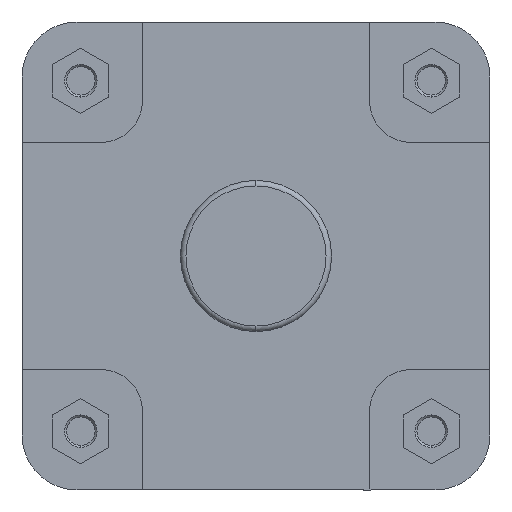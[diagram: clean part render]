
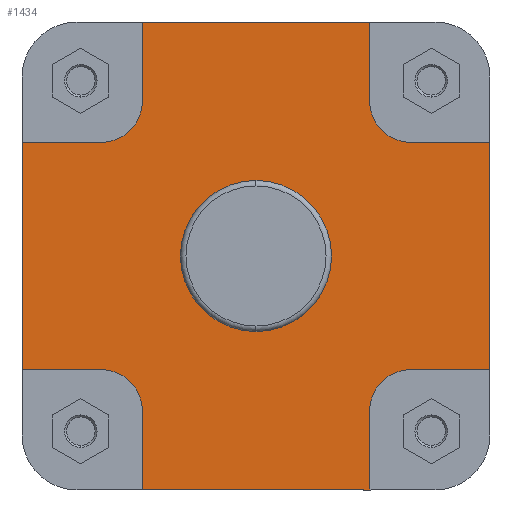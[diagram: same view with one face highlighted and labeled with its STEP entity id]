
A CAD part, left-side view. The second image highlights one B-rep face of the part: STEP entity #1434.
In plain terms, the highlighted planar face has unit normal (-1, 0, 0).
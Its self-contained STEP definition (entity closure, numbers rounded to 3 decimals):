
#926 = CARTESIAN_POINT ( 'NONE',  ( 16., 0., 0. ) ) ;
#931 = DIRECTION ( 'NONE',  ( -1., 0., 0. ) ) ;
#932 = DIRECTION ( 'NONE',  ( 0., 0., 1. ) ) ;
#1434 = ADVANCED_FACE ( 'NONE', ( #7068, #7057 ), #5171, .F. ) ;
#1538 = VERTEX_POINT ( 'NONE', #5558 ) ;
#1693 = VERTEX_POINT ( 'NONE', #5634 ) ;
#1728 = VERTEX_POINT ( 'NONE', #5669 ) ;
#1761 = VERTEX_POINT ( 'NONE', #5702 ) ;
#1763 = VERTEX_POINT ( 'NONE', #5704 ) ;
#1766 = VERTEX_POINT ( 'NONE', #5707 ) ;
#1775 = VERTEX_POINT ( 'NONE', #5716 ) ;
#1779 = VERTEX_POINT ( 'NONE', #5720 ) ;
#1789 = VERTEX_POINT ( 'NONE', #5730 ) ;
#1791 = VERTEX_POINT ( 'NONE', #5732 ) ;
#1792 = VERTEX_POINT ( 'NONE', #5733 ) ;
#1806 = VERTEX_POINT ( 'NONE', #5747 ) ;
#1808 = VERTEX_POINT ( 'NONE', #5749 ) ;
#1821 = VERTEX_POINT ( 'NONE', #5762 ) ;
#1828 = VERTEX_POINT ( 'NONE', #5769 ) ;
#1847 = VERTEX_POINT ( 'NONE', #5788 ) ;
#1853 = VERTEX_POINT ( 'NONE', #5794 ) ;
#1861 = VERTEX_POINT ( 'NONE', #5802 ) ;
#2167 = ORIENTED_EDGE ( 'NONE', *, *, #2297, .F. ) ;
#2176 = ORIENTED_EDGE ( 'NONE', *, *, #2295, .F. ) ;
#2179 = ORIENTED_EDGE ( 'NONE', *, *, #2296, .F. ) ;
#2215 = EDGE_CURVE ( 'NONE', #1789, #1792, #3727, .T. ) ;
#2235 = EDGE_CURVE ( 'NONE', #1861, #1792, #3766, .T. ) ;
#2236 = EDGE_CURVE ( 'NONE', #1853, #1791, #3759, .T. ) ;
#2237 = EDGE_CURVE ( 'NONE', #1791, #1789, #3772, .T. ) ;
#2263 = EDGE_CURVE ( 'NONE', #1693, #1538, #3809, .T. ) ;
#2293 = EDGE_CURVE ( 'NONE', #1847, #1763, #3860, .T. ) ;
#2294 = EDGE_CURVE ( 'NONE', #1821, #1847, #3862, .T. ) ;
#2295 = EDGE_CURVE ( 'NONE', #1779, #1821, #3864, .T. ) ;
#2296 = EDGE_CURVE ( 'NONE', #1806, #1779, #3868, .T. ) ;
#2297 = EDGE_CURVE ( 'NONE', #1861, #1806, #3867, .T. ) ;
#2298 = EDGE_CURVE ( 'NONE', #1853, #1808, #3869, .T. ) ;
#2299 = EDGE_CURVE ( 'NONE', #1761, #1808, #3871, .T. ) ;
#2300 = EDGE_CURVE ( 'NONE', #1766, #1761, #3875, .T. ) ;
#2301 = EDGE_CURVE ( 'NONE', #1728, #1766, #3874, .T. ) ;
#2302 = EDGE_CURVE ( 'NONE', #1828, #1728, #3873, .T. ) ;
#2303 = EDGE_CURVE ( 'NONE', #1775, #1828, #3878, .T. ) ;
#2304 = EDGE_CURVE ( 'NONE', #1763, #1775, #3882, .T. ) ;
#2666 = EDGE_CURVE ( 'NONE', #1538, #1693, #4917, .T. ) ;
#2915 = AXIS2_PLACEMENT_3D ( 'NONE', #5156, #5172, #5173 ) ;
#3008 = AXIS2_PLACEMENT_3D ( 'NONE', #3186, #3188, #3189 ) ;
#3039 = AXIS2_PLACEMENT_3D ( 'NONE', #3252, #3255, #3256 ) ;
#3045 = AXIS2_PLACEMENT_3D ( 'NONE', #3326, #3327, #3328 ) ;
#3046 = AXIS2_PLACEMENT_3D ( 'NONE', #3335, #3336, #3337 ) ;
#3048 = AXIS2_PLACEMENT_3D ( 'NONE', #3345, #3346, #3347 ) ;
#3139 = CARTESIAN_POINT ( 'NONE',  ( 16., -82.5, -170. ) ) ;
#3142 = DIRECTION ( 'NONE',  ( 0., 0., -1. ) ) ;
#3179 = CARTESIAN_POINT ( 'NONE',  ( 16., -112.5, -82.5 ) ) ;
#3184 = CARTESIAN_POINT ( 'NONE',  ( 16., -374.141, -170. ) ) ;
#3185 = DIRECTION ( 'NONE',  ( 0., -1., 0. ) ) ;
#3186 = CARTESIAN_POINT ( 'NONE',  ( 16., -112.5, -112.5 ) ) ;
#3187 = DIRECTION ( 'NONE',  ( 0., 1., 0. ) ) ;
#3188 = DIRECTION ( 'NONE',  ( -1., 0., 0. ) ) ;
#3189 = DIRECTION ( 'NONE',  ( 0., -1., 0. ) ) ;
#3252 = CARTESIAN_POINT ( 'NONE',  ( 16., 0., 0. ) ) ;
#3255 = DIRECTION ( 'NONE',  ( -1., 0., 0. ) ) ;
#3256 = DIRECTION ( 'NONE',  ( 0., 0., 1. ) ) ;
#3319 = CARTESIAN_POINT ( 'NONE',  ( 16., 112.5, 82.5 ) ) ;
#3320 = DIRECTION ( 'NONE',  ( 0., -1., 0. ) ) ;
#3321 = CARTESIAN_POINT ( 'NONE',  ( 16., 170., 0. ) ) ;
#3322 = DIRECTION ( 'NONE',  ( 0., 0., 1. ) ) ;
#3323 = CARTESIAN_POINT ( 'NONE',  ( 16., 82.5, -112.5 ) ) ;
#3324 = CARTESIAN_POINT ( 'NONE',  ( 16., 170., -82.5 ) ) ;
#3325 = DIRECTION ( 'NONE',  ( 0., 1., 0. ) ) ;
#3326 = CARTESIAN_POINT ( 'NONE',  ( 16., 112.5, -112.5 ) ) ;
#3327 = DIRECTION ( 'NONE',  ( -1., 0., 0. ) ) ;
#3328 = DIRECTION ( 'NONE',  ( 0., 0., -1. ) ) ;
#3329 = DIRECTION ( 'NONE',  ( 0., 0., 1. ) ) ;
#3330 = CARTESIAN_POINT ( 'NONE',  ( 16., -170., 0. ) ) ;
#3331 = DIRECTION ( 'NONE',  ( 0., 0., 1. ) ) ;
#3332 = CARTESIAN_POINT ( 'NONE',  ( 16., -82.5, 112.5 ) ) ;
#3333 = CARTESIAN_POINT ( 'NONE',  ( 16., -170., 82.5 ) ) ;
#3334 = DIRECTION ( 'NONE',  ( 0., -1., 0. ) ) ;
#3335 = CARTESIAN_POINT ( 'NONE',  ( 16., -112.5, 112.5 ) ) ;
#3336 = DIRECTION ( 'NONE',  ( -1., 0., 0. ) ) ;
#3337 = DIRECTION ( 'NONE',  ( 0., 0., 1. ) ) ;
#3338 = CARTESIAN_POINT ( 'NONE',  ( 16., -374.141, 170. ) ) ;
#3339 = DIRECTION ( 'NONE',  ( 0., 0., -1. ) ) ;
#3341 = DIRECTION ( 'NONE',  ( 0., -1., 0. ) ) ;
#3343 = CARTESIAN_POINT ( 'NONE',  ( 16., 82.5, 170. ) ) ;
#3344 = DIRECTION ( 'NONE',  ( 0., 0., 1. ) ) ;
#3345 = CARTESIAN_POINT ( 'NONE',  ( 16., 112.5, 112.5 ) ) ;
#3346 = DIRECTION ( 'NONE',  ( -1., 0., 0. ) ) ;
#3347 = DIRECTION ( 'NONE',  ( 0., 1., 0. ) ) ;
#3727 = LINE ( 'NONE', #3139, #3730 ) ;
#3730 = VECTOR ( 'NONE', #3142, 1000. ) ;
#3759 = LINE ( 'NONE', #3179, #3768 ) ;
#3766 = LINE ( 'NONE', #3184, #3767 ) ;
#3767 = VECTOR ( 'NONE', #3185, 1000. ) ;
#3768 = VECTOR ( 'NONE', #3187, 1000. ) ;
#3772 = CIRCLE ( 'NONE', #3008, 30. ) ;
#3809 = CIRCLE ( 'NONE', #3039, 54.9 ) ;
#3849 = VECTOR ( 'NONE', #3339, 1000. ) ;
#3859 = VECTOR ( 'NONE', #3329, 1000. ) ;
#3860 = LINE ( 'NONE', #3319, #3861 ) ;
#3861 = VECTOR ( 'NONE', #3320, 1000. ) ;
#3862 = LINE ( 'NONE', #3321, #3863 ) ;
#3863 = VECTOR ( 'NONE', #3322, 1000. ) ;
#3864 = LINE ( 'NONE', #3324, #3865 ) ;
#3865 = VECTOR ( 'NONE', #3325, 1000. ) ;
#3867 = LINE ( 'NONE', #3323, #3859 ) ;
#3868 = CIRCLE ( 'NONE', #3045, 30. ) ;
#3869 = LINE ( 'NONE', #3330, #3870 ) ;
#3870 = VECTOR ( 'NONE', #3331, 1000. ) ;
#3871 = LINE ( 'NONE', #3333, #3872 ) ;
#3872 = VECTOR ( 'NONE', #3334, 1000. ) ;
#3873 = LINE ( 'NONE', #3338, #3876 ) ;
#3874 = LINE ( 'NONE', #3332, #3849 ) ;
#3875 = CIRCLE ( 'NONE', #3046, 30. ) ;
#3876 = VECTOR ( 'NONE', #3341, 1000. ) ;
#3878 = LINE ( 'NONE', #3343, #3879 ) ;
#3879 = VECTOR ( 'NONE', #3344, 1000. ) ;
#3882 = CIRCLE ( 'NONE', #3048, 30. ) ;
#4210 = ORIENTED_EDGE ( 'NONE', *, *, #2300, .F. ) ;
#4243 = ORIENTED_EDGE ( 'NONE', *, *, #2302, .F. ) ;
#4275 = ORIENTED_EDGE ( 'NONE', *, *, #2666, .F. ) ;
#4294 = ORIENTED_EDGE ( 'NONE', *, *, #2294, .F. ) ;
#4359 = ORIENTED_EDGE ( 'NONE', *, *, #2263, .F. ) ;
#4371 = ORIENTED_EDGE ( 'NONE', *, *, #2293, .F. ) ;
#4377 = ORIENTED_EDGE ( 'NONE', *, *, #2299, .F. ) ;
#4393 = ORIENTED_EDGE ( 'NONE', *, *, #2301, .F. ) ;
#4422 = ORIENTED_EDGE ( 'NONE', *, *, #2235, .T. ) ;
#4429 = ORIENTED_EDGE ( 'NONE', *, *, #2303, .F. ) ;
#4533 = ORIENTED_EDGE ( 'NONE', *, *, #2237, .F. ) ;
#4557 = ORIENTED_EDGE ( 'NONE', *, *, #2298, .T. ) ;
#4561 = ORIENTED_EDGE ( 'NONE', *, *, #2236, .F. ) ;
#4584 = ORIENTED_EDGE ( 'NONE', *, *, #2215, .F. ) ;
#4590 = ORIENTED_EDGE ( 'NONE', *, *, #2304, .F. ) ;
#4917 = CIRCLE ( 'NONE', #5913, 54.9 ) ;
#5156 = CARTESIAN_POINT ( 'NONE',  ( 16., 54.9, 0. ) ) ;
#5171 = PLANE ( 'NONE',  #2915 ) ;
#5172 = DIRECTION ( 'NONE',  ( 1., 0., 0. ) ) ;
#5173 = DIRECTION ( 'NONE',  ( 0., 0., -1. ) ) ;
#5558 = CARTESIAN_POINT ( 'NONE',  ( 16., 0., 54.9 ) ) ;
#5634 = CARTESIAN_POINT ( 'NONE',  ( 16., 0., -54.9 ) ) ;
#5669 = CARTESIAN_POINT ( 'NONE',  ( 16., -82.5, 170. ) ) ;
#5702 = CARTESIAN_POINT ( 'NONE',  ( 16., -112.5, 82.5 ) ) ;
#5704 = CARTESIAN_POINT ( 'NONE',  ( 16., 112.5, 82.5 ) ) ;
#5707 = CARTESIAN_POINT ( 'NONE',  ( 16., -82.5, 112.5 ) ) ;
#5716 = CARTESIAN_POINT ( 'NONE',  ( 16., 82.5, 112.5 ) ) ;
#5720 = CARTESIAN_POINT ( 'NONE',  ( 16., 112.5, -82.5 ) ) ;
#5730 = CARTESIAN_POINT ( 'NONE',  ( 16., -82.5, -112.5 ) ) ;
#5732 = CARTESIAN_POINT ( 'NONE',  ( 16., -112.5, -82.5 ) ) ;
#5733 = CARTESIAN_POINT ( 'NONE',  ( 16., -82.5, -170. ) ) ;
#5747 = CARTESIAN_POINT ( 'NONE',  ( 16., 82.5, -112.5 ) ) ;
#5749 = CARTESIAN_POINT ( 'NONE',  ( 16., -170., 82.5 ) ) ;
#5762 = CARTESIAN_POINT ( 'NONE',  ( 16., 170., -82.5 ) ) ;
#5769 = CARTESIAN_POINT ( 'NONE',  ( 16., 82.5, 170. ) ) ;
#5788 = CARTESIAN_POINT ( 'NONE',  ( 16., 170., 82.5 ) ) ;
#5794 = CARTESIAN_POINT ( 'NONE',  ( 16., -170., -82.5 ) ) ;
#5802 = CARTESIAN_POINT ( 'NONE',  ( 16., 82.5, -170. ) ) ;
#5913 = AXIS2_PLACEMENT_3D ( 'NONE', #926, #931, #932 ) ;
#6521 = EDGE_LOOP ( 'NONE', ( #4275, #4359 ) ) ;
#6718 = EDGE_LOOP ( 'NONE', ( #4422, #4584, #4533, #4561, #4557, #4377, #4210, #4393, #4243, #4429, #4590, #4371, #4294, #2176, #2179, #2167 ) ) ;
#7057 = FACE_OUTER_BOUND ( 'NONE', #6718, .T. ) ;
#7068 = FACE_BOUND ( 'NONE', #6521, .T. ) ;
